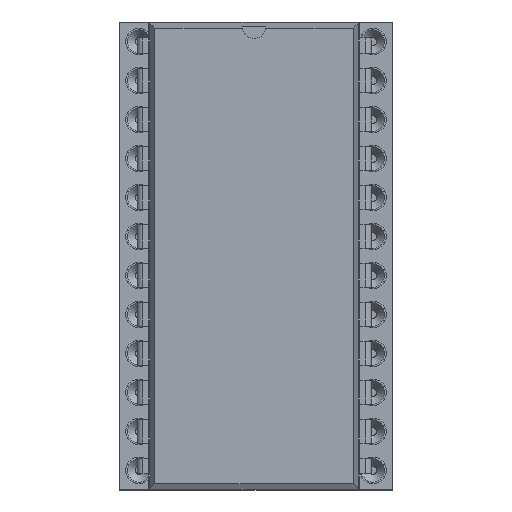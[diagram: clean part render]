
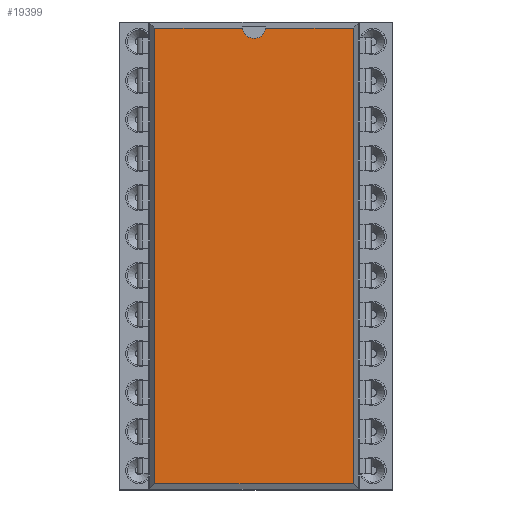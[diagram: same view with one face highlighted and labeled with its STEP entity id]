
A CAD part, top view. The second image highlights one B-rep face of the part: STEP entity #19399.
In plain terms, the highlighted planar face has unit normal (0, 0, 1).
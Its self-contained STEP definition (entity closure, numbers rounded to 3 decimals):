
#14162 = VERTEX_POINT('',#14163);
#14163 = CARTESIAN_POINT('',(13.964,0.871,3.68));
#14168 = EDGE_CURVE('',#14169,#14162,#14171,.T.);
#14169 = VERTEX_POINT('',#14170);
#14170 = CARTESIAN_POINT('',(13.964,-28.811,3.68));
#14171 = LINE('',#14172,#14173);
#14172 = CARTESIAN_POINT('',(13.964,-28.811,3.68));
#14173 = VECTOR('',#14174,1.);
#14174 = DIRECTION('',(0.,1.,0.));
#16708 = VERTEX_POINT('',#16709);
#16709 = CARTESIAN_POINT('',(1.022,0.871,3.68));
#16714 = EDGE_CURVE('',#16715,#16708,#16717,.T.);
#16715 = VERTEX_POINT('',#16716);
#16716 = CARTESIAN_POINT('',(6.747,0.871,3.68));
#16717 = LINE('',#16718,#16719);
#16718 = CARTESIAN_POINT('',(13.964,0.871,3.68));
#16719 = VECTOR('',#16720,1.);
#16720 = DIRECTION('',(-1.,0.,0.));
#16740 = VERTEX_POINT('',#16741);
#16741 = CARTESIAN_POINT('',(8.239,0.871,3.68));
#16749 = EDGE_CURVE('',#14162,#16740,#16750,.T.);
#16750 = LINE('',#16751,#16752);
#16751 = CARTESIAN_POINT('',(13.964,0.871,3.68));
#16752 = VECTOR('',#16753,1.);
#16753 = DIRECTION('',(-1.,0.,0.));
#16849 = VERTEX_POINT('',#16850);
#16850 = CARTESIAN_POINT('',(1.022,-28.811,3.68));
#16855 = EDGE_CURVE('',#16708,#16849,#16856,.T.);
#16856 = LINE('',#16857,#16858);
#16857 = CARTESIAN_POINT('',(1.022,0.871,3.68));
#16858 = VECTOR('',#16859,1.);
#16859 = DIRECTION('',(0.,-1.,0.));
#19388 = EDGE_CURVE('',#16849,#14169,#19389,.T.);
#19389 = LINE('',#19390,#19391);
#19390 = CARTESIAN_POINT('',(1.022,-28.811,3.68));
#19391 = VECTOR('',#19392,1.);
#19392 = DIRECTION('',(1.,0.,0.));
#19399 = ADVANCED_FACE('',(#19400),#19423,.F.);
#19400 = FACE_BOUND('',#19401,.F.);
#19401 = EDGE_LOOP('',(#19402,#19403,#19404,#19405,#19406,#19415,#19422)
  );
#19402 = ORIENTED_EDGE('',*,*,#14168,.F.);
#19403 = ORIENTED_EDGE('',*,*,#19388,.F.);
#19404 = ORIENTED_EDGE('',*,*,#16855,.F.);
#19405 = ORIENTED_EDGE('',*,*,#16714,.F.);
#19406 = ORIENTED_EDGE('',*,*,#19407,.F.);
#19407 = EDGE_CURVE('',#19408,#16715,#19410,.T.);
#19408 = VERTEX_POINT('',#19409);
#19409 = CARTESIAN_POINT('',(7.493,0.196,3.68));
#19410 = CIRCLE('',#19411,0.75);
#19411 = AXIS2_PLACEMENT_3D('',#19412,#19413,#19414);
#19412 = CARTESIAN_POINT('',(7.493,0.946,3.68));
#19413 = DIRECTION('',(0.,-0.,-1.));
#19414 = DIRECTION('',(0.,-1.,0.));
#19415 = ORIENTED_EDGE('',*,*,#19416,.F.);
#19416 = EDGE_CURVE('',#16740,#19408,#19417,.T.);
#19417 = CIRCLE('',#19418,0.75);
#19418 = AXIS2_PLACEMENT_3D('',#19419,#19420,#19421);
#19419 = CARTESIAN_POINT('',(7.493,0.946,3.68));
#19420 = DIRECTION('',(0.,-0.,-1.));
#19421 = DIRECTION('',(0.,-1.,0.));
#19422 = ORIENTED_EDGE('',*,*,#16749,.F.);
#19423 = PLANE('',#19424);
#19424 = AXIS2_PLACEMENT_3D('',#19425,#19426,#19427);
#19425 = CARTESIAN_POINT('',(13.964,-28.811,3.68));
#19426 = DIRECTION('',(-0.,0.,-1.));
#19427 = DIRECTION('',(-0.4,0.917,0.));
